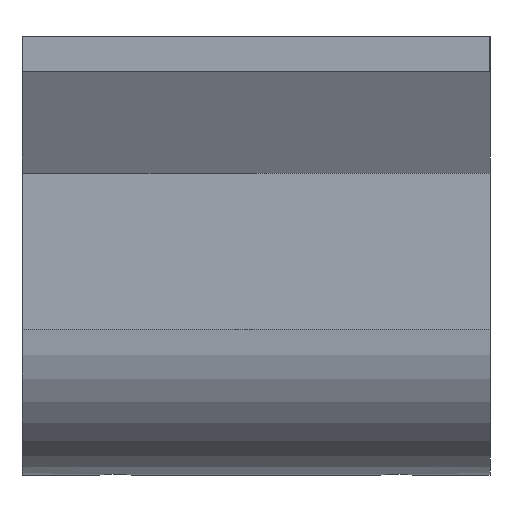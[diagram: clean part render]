
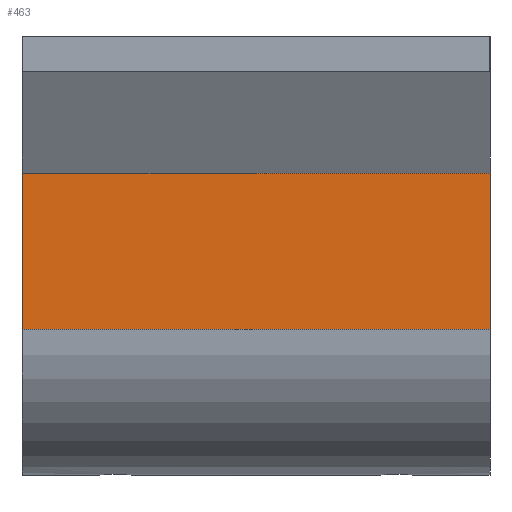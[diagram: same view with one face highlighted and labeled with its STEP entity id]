
A CAD part, left-side view. The second image highlights one B-rep face of the part: STEP entity #463.
In plain terms, the highlighted planar face has unit normal (-1, 0, 0).
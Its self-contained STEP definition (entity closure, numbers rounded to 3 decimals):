
#7 = ORIENTED_EDGE ( 'NONE', *, *, #518, .F. ) ;
#37 = VECTOR ( 'NONE', #1268, 1000. ) ;
#106 = CARTESIAN_POINT ( 'NONE',  ( -12.5, 20., 13.34 ) ) ;
#182 = ORIENTED_EDGE ( 'NONE', *, *, #358, .T. ) ;
#196 = LINE ( 'NONE', #106, #1148 ) ;
#262 = CARTESIAN_POINT ( 'NONE',  ( -12.5, 20., 0. ) ) ;
#309 = CARTESIAN_POINT ( 'NONE',  ( -12.5, -20., 0. ) ) ;
#329 = DIRECTION ( 'NONE',  ( 0., 0., -1. ) ) ;
#358 = EDGE_CURVE ( 'NONE', #1460, #1354, #1063, .T. ) ;
#391 = AXIS2_PLACEMENT_3D ( 'NONE', #1003, #1665, #329 ) ;
#463 = ADVANCED_FACE ( 'NONE', ( #1448 ), #818, .F. ) ;
#518 = EDGE_CURVE ( 'NONE', #1460, #1118, #541, .T. ) ;
#541 = LINE ( 'NONE', #1136, #37 ) ;
#573 = CARTESIAN_POINT ( 'NONE',  ( -12.5, -20., 25. ) ) ;
#620 = EDGE_CURVE ( 'NONE', #1354, #1706, #1712, .T. ) ;
#671 = DIRECTION ( 'NONE',  ( 0., -1., 0. ) ) ;
#818 = PLANE ( 'NONE',  #391 ) ;
#1003 = CARTESIAN_POINT ( 'NONE',  ( -12.5, 20., 25. ) ) ;
#1063 = LINE ( 'NONE', #262, #1674 ) ;
#1092 = ORIENTED_EDGE ( 'NONE', *, *, #620, .T. ) ;
#1118 = VERTEX_POINT ( 'NONE', #1438 ) ;
#1136 = CARTESIAN_POINT ( 'NONE',  ( -12.5, 20., 25. ) ) ;
#1148 = VECTOR ( 'NONE', #1317, 1000. ) ;
#1199 = EDGE_CURVE ( 'NONE', #1706, #1118, #196, .T. ) ;
#1268 = DIRECTION ( 'NONE',  ( 0., 0., 1. ) ) ;
#1273 = VECTOR ( 'NONE', #1539, 1000. ) ;
#1317 = DIRECTION ( 'NONE',  ( 0., 1., 0. ) ) ;
#1354 = VERTEX_POINT ( 'NONE', #309 ) ;
#1430 = ORIENTED_EDGE ( 'NONE', *, *, #1199, .T. ) ;
#1438 = CARTESIAN_POINT ( 'NONE',  ( -12.5, 20., 13.34 ) ) ;
#1448 = FACE_OUTER_BOUND ( 'NONE', #1500, .T. ) ;
#1460 = VERTEX_POINT ( 'NONE', #1695 ) ;
#1500 = EDGE_LOOP ( 'NONE', ( #1092, #1430, #7, #182 ) ) ;
#1539 = DIRECTION ( 'NONE',  ( 0., 0., 1. ) ) ;
#1665 = DIRECTION ( 'NONE',  ( 1., 0., 0. ) ) ;
#1674 = VECTOR ( 'NONE', #671, 1000. ) ;
#1695 = CARTESIAN_POINT ( 'NONE',  ( -12.5, 20., 0. ) ) ;
#1706 = VERTEX_POINT ( 'NONE', #1757 ) ;
#1712 = LINE ( 'NONE', #573, #1273 ) ;
#1757 = CARTESIAN_POINT ( 'NONE',  ( -12.5, -20., 13.34 ) ) ;
